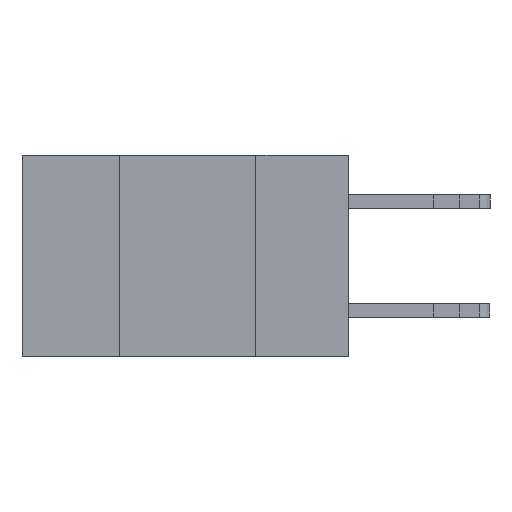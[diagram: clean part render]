
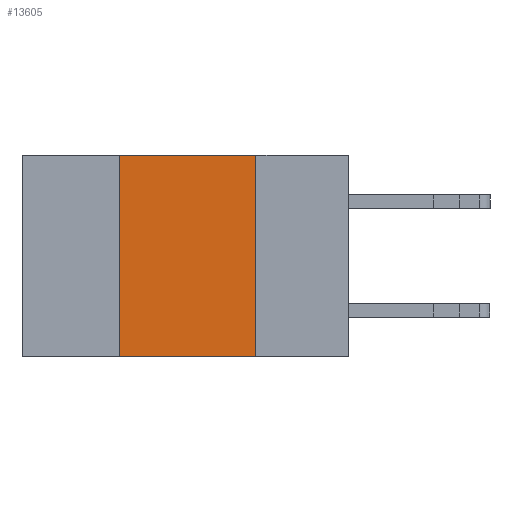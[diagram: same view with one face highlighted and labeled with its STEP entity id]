
A CAD part, left-side view. The second image highlights one B-rep face of the part: STEP entity #13605.
In plain terms, the highlighted planar face has unit normal (-1, 0, 0).
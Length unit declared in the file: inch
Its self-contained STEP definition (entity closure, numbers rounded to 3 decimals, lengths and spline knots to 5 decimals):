
#501 = CARTESIAN_POINT ( 'NONE',  ( 0., 0.42, 0. ) ) ;
#623 = VECTOR ( 'NONE', #18035, 39.37008 ) ;
#654 = EDGE_LOOP ( 'NONE', ( #7407, #13607, #4732, #15921 ) ) ;
#2765 = VECTOR ( 'NONE', #19744, 39.37008 ) ;
#3399 = CARTESIAN_POINT ( 'NONE',  ( 0., 0.17, 0. ) ) ;
#3656 = CARTESIAN_POINT ( 'NONE',  ( 0., 0.42, 0. ) ) ;
#4495 = LINE ( 'NONE', #17259, #8988 ) ;
#4732 = ORIENTED_EDGE ( 'NONE', *, *, #5152, .F. ) ;
#5152 = EDGE_CURVE ( 'NONE', #5875, #22036, #11867, .T. ) ;
#5222 = EDGE_CURVE ( 'NONE', #5875, #17582, #5636, .T. ) ;
#5636 = LINE ( 'NONE', #11989, #623 ) ;
#5875 = VERTEX_POINT ( 'NONE', #21159 ) ;
#7225 = AXIS2_PLACEMENT_3D ( 'NONE', #23369, #21630, #10553 ) ;
#7407 = ORIENTED_EDGE ( 'NONE', *, *, #15333, .F. ) ;
#7991 = DIRECTION ( 'NONE',  ( 0., -1., 0. ) ) ;
#8988 = VECTOR ( 'NONE', #7991, 39.37008 ) ;
#10553 = DIRECTION ( 'NONE',  ( 0., 0., -1. ) ) ;
#11251 = CARTESIAN_POINT ( 'NONE',  ( 0., 0.17, -0.37 ) ) ;
#11726 = VERTEX_POINT ( 'NONE', #3399 ) ;
#11867 = LINE ( 'NONE', #501, #21136 ) ;
#11989 = CARTESIAN_POINT ( 'NONE',  ( 0., 0.6, -0.37 ) ) ;
#13605 = ADVANCED_FACE ( 'NONE', ( #22125 ), #19792, .F. ) ;
#13607 = ORIENTED_EDGE ( 'NONE', *, *, #21580, .F. ) ;
#15333 = EDGE_CURVE ( 'NONE', #11726, #17582, #17698, .T. ) ;
#15921 = ORIENTED_EDGE ( 'NONE', *, *, #5222, .T. ) ;
#17259 = CARTESIAN_POINT ( 'NONE',  ( 0., 0.6, 0. ) ) ;
#17582 = VERTEX_POINT ( 'NONE', #11251 ) ;
#17698 = LINE ( 'NONE', #21575, #2765 ) ;
#18035 = DIRECTION ( 'NONE',  ( 0., -1., 0. ) ) ;
#18685 = DIRECTION ( 'NONE',  ( 0., 0., 1. ) ) ;
#19744 = DIRECTION ( 'NONE',  ( 0., 0., -1. ) ) ;
#19792 = PLANE ( 'NONE',  #7225 ) ;
#21136 = VECTOR ( 'NONE', #18685, 39.37008 ) ;
#21159 = CARTESIAN_POINT ( 'NONE',  ( 0., 0.42, -0.37 ) ) ;
#21575 = CARTESIAN_POINT ( 'NONE',  ( 0., 0.17, 0. ) ) ;
#21580 = EDGE_CURVE ( 'NONE', #22036, #11726, #4495, .T. ) ;
#21630 = DIRECTION ( 'NONE',  ( 1., 0., 0. ) ) ;
#22036 = VERTEX_POINT ( 'NONE', #3656 ) ;
#22125 = FACE_OUTER_BOUND ( 'NONE', #654, .T. ) ;
#23369 = CARTESIAN_POINT ( 'NONE',  ( 0., 0.6, 0. ) ) ;
